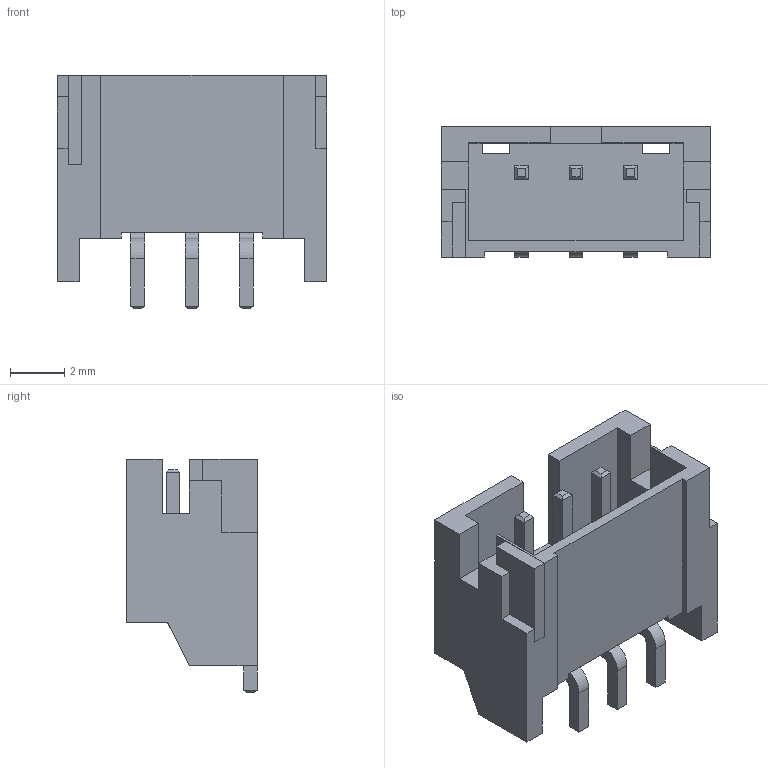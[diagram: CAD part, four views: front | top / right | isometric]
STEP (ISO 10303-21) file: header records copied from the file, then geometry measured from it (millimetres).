
FILE_DESCRIPTION(/* description */ (''),/* implementation_level */ '2;1');
FILE_NAME(/* name */ 'S3B-PH-SM4-TB.step',/* time_stamp */ '2018-07-20T15:06:15-04:00',/* author */ ('Adafruit'),/* organization */ (''),/* preprocessor_version */ 'ST-DEVELOPER v17',/* originating_system */ 'Autodesk Translation Framework v7.1.0.215',/* authorisation */ '');
FILE_SCHEMA (('AUTOMOTIVE_DESIGN { 1 0 10303 214 3 1 1 }'));
Length unit declared in the file: millimetre
Products named in the file (1): S3B-PH-SM4-TB
Bounding box: 9.9 x 4.8 x 8.6 mm (x, y, z)
Volume: 117.9 mm3; surface area: 491.3 mm2
Topology: 5 solids, 5 shells, 143 faces, 387 edges, 250 vertices
Faces by surface type: plane 129, cylinder 14
Entity records: 4453 total; most frequent: CARTESIAN_POINT 781, ORIENTED_EDGE 774, DIRECTION 703, EDGE_CURVE 387, LINE 359, VECTOR 359, VERTEX_POINT 250, AXIS2_PLACEMENT_3D 172
